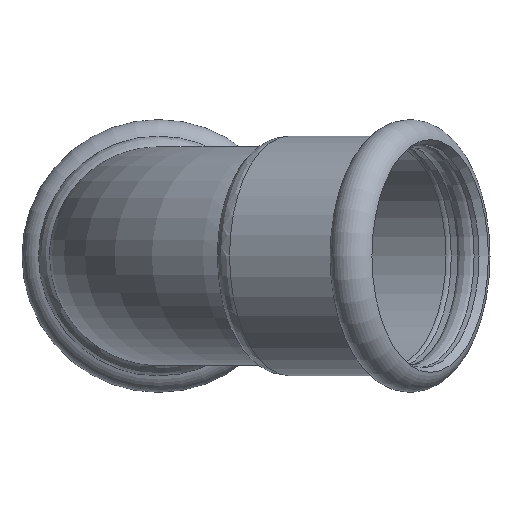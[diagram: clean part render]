
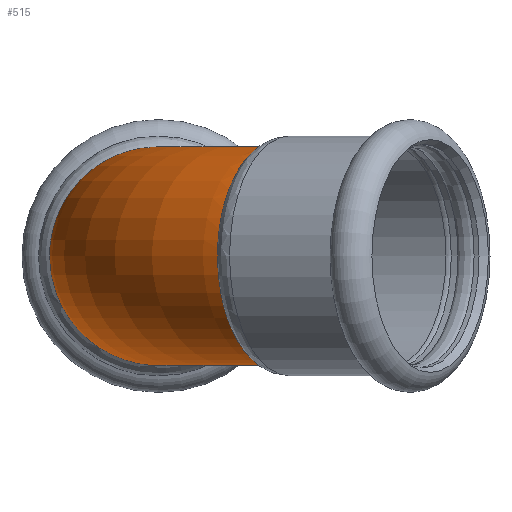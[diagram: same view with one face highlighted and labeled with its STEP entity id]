
A CAD part, left-side view. The second image highlights one B-rep face of the part: STEP entity #515.
In plain terms, the highlighted toroidal (fillet/blend) face has major radius 42 mm and minor radius 17.5 mm.
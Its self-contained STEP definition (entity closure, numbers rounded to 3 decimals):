
#17=B_SPLINE_CURVE_WITH_KNOTS('',3,(#903,#904,#905,#906,#907,#908,#909,
#910,#911,#912,#913,#914),.UNSPECIFIED.,.F.,.F.,(4,2,2,2,2,4),(8.297,
8.901,9.587,10.271,10.657,11.044),
 .UNSPECIFIED.);
#18=B_SPLINE_CURVE_WITH_KNOTS('',3,(#916,#917,#918,#919,#920,#921,#922,
#923,#924,#925,#926,#927,#928,#929,#930,#931,#932,#933,#934,#935),
 .UNSPECIFIED.,.F.,.F.,(4,2,2,2,2,2,2,2,2,4),(0.,0.683,1.366,
2.05,2.736,3.423,4.112,4.8,
5.484,5.523),.UNSPECIFIED.);
#19=B_SPLINE_CURVE_WITH_KNOTS('',3,(#936,#937,#938,#939,#940,#941,#942,
#943,#944,#945,#946,#947),.UNSPECIFIED.,.F.,.F.,(4,2,2,2,2,4),(5.523,
6.163,6.843,7.527,8.214,8.297),
 .UNSPECIFIED.);
#23=B_SPLINE_CURVE_WITH_KNOTS('',3,(#1030,#1031,#1032,#1033,#1034,#1035,
#1036,#1037,#1038,#1039,#1040,#1041),.UNSPECIFIED.,.F.,.F.,(4,2,2,2,2,4),
(5.523,6.163,6.843,7.527,8.214,
8.297),.UNSPECIFIED.);
#24=B_SPLINE_CURVE_WITH_KNOTS('',3,(#1043,#1044,#1045,#1046,#1047,#1048,
#1049,#1050,#1051,#1052,#1053,#1054,#1055,#1056,#1057,#1058,#1059,#1060,
#1061,#1062),.UNSPECIFIED.,.F.,.F.,(4,2,2,2,2,2,2,2,2,4),(0.,0.683,
1.366,2.05,2.736,3.423,4.112,
4.8,5.484,5.523),.UNSPECIFIED.);
#25=B_SPLINE_CURVE_WITH_KNOTS('',3,(#1063,#1064,#1065,#1066,#1067,#1068,
#1069,#1070,#1071,#1072,#1073,#1074),.UNSPECIFIED.,.F.,.F.,(4,2,2,2,2,4),
(8.297,8.901,9.587,10.271,10.657,
11.044),.UNSPECIFIED.);
#73=FACE_OUTER_BOUND('',#95,.T.);
#95=EDGE_LOOP('',(#440,#441,#442,#443,#444,#445,#446,#447));
#159=CIRCLE('',#616,24.5);
#201=VERTEX_POINT('',#900);
#202=VERTEX_POINT('',#902);
#203=VERTEX_POINT('',#915);
#217=VERTEX_POINT('',#1027);
#218=VERTEX_POINT('',#1029);
#219=VERTEX_POINT('',#1042);
#273=EDGE_CURVE('',#201,#202,#17,.T.);
#274=EDGE_CURVE('',#202,#203,#18,.T.);
#275=EDGE_CURVE('',#203,#201,#19,.T.);
#296=EDGE_CURVE('',#218,#217,#23,.T.);
#297=EDGE_CURVE('',#219,#218,#24,.T.);
#298=EDGE_CURVE('',#217,#219,#25,.T.);
#306=EDGE_CURVE('',#218,#203,#159,.T.);
#440=ORIENTED_EDGE('',*,*,#297,.T.);
#441=ORIENTED_EDGE('',*,*,#306,.T.);
#442=ORIENTED_EDGE('',*,*,#274,.F.);
#443=ORIENTED_EDGE('',*,*,#273,.F.);
#444=ORIENTED_EDGE('',*,*,#275,.F.);
#445=ORIENTED_EDGE('',*,*,#306,.F.);
#446=ORIENTED_EDGE('',*,*,#296,.T.);
#447=ORIENTED_EDGE('',*,*,#298,.T.);
#496=TOROIDAL_SURFACE('',#615,42.,17.5);
#515=ADVANCED_FACE('',(#73),#496,.T.);
#615=AXIS2_PLACEMENT_3D('',#1130,#784,#785);
#616=AXIS2_PLACEMENT_3D('',#1131,#786,#787);
#784=DIRECTION('center_axis',(0.,0.,-1.));
#785=DIRECTION('ref_axis',(-1.,0.,0.));
#786=DIRECTION('center_axis',(0.,0.,1.));
#787=DIRECTION('ref_axis',(-1.,0.,0.));
#900=CARTESIAN_POINT('',(-60.768,-18.221,17.5));
#902=CARTESIAN_POINT('',(-75.817,-9.465,0.));
#903=CARTESIAN_POINT('Ctrl Pts',(-60.768,-18.221,17.5));
#904=CARTESIAN_POINT('Ctrl Pts',(-62.504,-17.208,17.486));
#905=CARTESIAN_POINT('Ctrl Pts',(-64.226,-16.204,17.127));
#906=CARTESIAN_POINT('Ctrl Pts',(-67.716,-14.172,15.655));
#907=CARTESIAN_POINT('Ctrl Pts',(-69.422,-13.18,14.461));
#908=CARTESIAN_POINT('Ctrl Pts',(-72.338,-11.485,11.386));
#909=CARTESIAN_POINT('Ctrl Pts',(-73.521,-10.797,9.536));
#910=CARTESIAN_POINT('Ctrl Pts',(-74.841,-10.031,6.31));
#911=CARTESIAN_POINT('Ctrl Pts',(-75.205,-9.82,5.088));
#912=CARTESIAN_POINT('Ctrl Pts',(-75.693,-9.536,2.573));
#913=CARTESIAN_POINT('Ctrl Pts',(-75.817,-9.465,1.289));
#914=CARTESIAN_POINT('Ctrl Pts',(-75.817,-9.465,0.));
#915=CARTESIAN_POINT('',(-45.516,-27.189,0.));
#916=CARTESIAN_POINT('Ctrl Pts',(-75.817,-9.465,0.));
#917=CARTESIAN_POINT('Ctrl Pts',(-75.817,-9.465,-2.276));
#918=CARTESIAN_POINT('Ctrl Pts',(-75.432,-9.688,-4.53));
#919=CARTESIAN_POINT('Ctrl Pts',(-73.937,-10.556,-8.742));
#920=CARTESIAN_POINT('Ctrl Pts',(-72.841,-11.192,-10.659));
#921=CARTESIAN_POINT('Ctrl Pts',(-70.074,-12.801,-13.904));
#922=CARTESIAN_POINT('Ctrl Pts',(-68.428,-13.758,-15.199));
#923=CARTESIAN_POINT('Ctrl Pts',(-64.798,-15.871,-16.99));
#924=CARTESIAN_POINT('Ctrl Pts',(-62.847,-17.007,-17.467));
#925=CARTESIAN_POINT('Ctrl Pts',(-58.894,-19.314,-17.53));
#926=CARTESIAN_POINT('Ctrl Pts',(-56.929,-20.463,-17.114));
#927=CARTESIAN_POINT('Ctrl Pts',(-53.247,-22.622,-15.431));
#928=CARTESIAN_POINT('Ctrl Pts',(-51.565,-23.611,-14.18));
#929=CARTESIAN_POINT('Ctrl Pts',(-48.714,-25.291,-10.999));
#930=CARTESIAN_POINT('Ctrl Pts',(-47.572,-25.967,-9.1));
#931=CARTESIAN_POINT('Ctrl Pts',(-45.991,-26.905,-4.912));
#932=CARTESIAN_POINT('Ctrl Pts',(-45.563,-27.16,-2.666));
#933=CARTESIAN_POINT('Ctrl Pts',(-45.517,-27.188,-0.258));
#934=CARTESIAN_POINT('Ctrl Pts',(-45.516,-27.189,-0.129));
#935=CARTESIAN_POINT('Ctrl Pts',(-45.516,-27.189,0.));
#936=CARTESIAN_POINT('Ctrl Pts',(-45.516,-27.189,0.));
#937=CARTESIAN_POINT('Ctrl Pts',(-45.516,-27.189,2.132));
#938=CARTESIAN_POINT('Ctrl Pts',(-45.853,-26.988,4.246));
#939=CARTESIAN_POINT('Ctrl Pts',(-47.208,-26.183,8.353));
#940=CARTESIAN_POINT('Ctrl Pts',(-48.254,-25.563,10.29));
#941=CARTESIAN_POINT('Ctrl Pts',(-50.934,-23.982,13.607));
#942=CARTESIAN_POINT('Ctrl Pts',(-52.547,-23.033,14.952));
#943=CARTESIAN_POINT('Ctrl Pts',(-56.134,-20.929,16.856));
#944=CARTESIAN_POINT('Ctrl Pts',(-58.075,-19.793,17.394));
#945=CARTESIAN_POINT('Ctrl Pts',(-60.291,-18.499,17.497));
#946=CARTESIAN_POINT('Ctrl Pts',(-60.53,-18.36,17.501));
#947=CARTESIAN_POINT('Ctrl Pts',(-60.768,-18.221,17.5));
#1027=CARTESIAN_POINT('',(-29.209,0.,17.5));
#1029=CARTESIAN_POINT('',(-29.069,-17.693,0.));
#1030=CARTESIAN_POINT('Ctrl Pts',(-29.069,-17.693,0.));
#1031=CARTESIAN_POINT('Ctrl Pts',(-29.069,-17.693,2.132));
#1032=CARTESIAN_POINT('Ctrl Pts',(-29.075,-17.301,4.246));
#1033=CARTESIAN_POINT('Ctrl Pts',(-29.094,-15.725,8.353));
#1034=CARTESIAN_POINT('Ctrl Pts',(-29.107,-14.509,10.29));
#1035=CARTESIAN_POINT('Ctrl Pts',(-29.137,-11.397,13.607));
#1036=CARTESIAN_POINT('Ctrl Pts',(-29.153,-9.526,14.952));
#1037=CARTESIAN_POINT('Ctrl Pts',(-29.181,-5.368,16.856));
#1038=CARTESIAN_POINT('Ctrl Pts',(-29.194,-3.118,17.394));
#1039=CARTESIAN_POINT('Ctrl Pts',(-29.207,-0.553,17.497));
#1040=CARTESIAN_POINT('Ctrl Pts',(-29.208,-0.276,
17.501));
#1041=CARTESIAN_POINT('Ctrl Pts',(-29.209,0.,
17.5));
#1042=CARTESIAN_POINT('',(-29.268,17.41,0.));
#1043=CARTESIAN_POINT('Ctrl Pts',(-29.268,17.41,0.));
#1044=CARTESIAN_POINT('Ctrl Pts',(-29.268,17.41,-2.276));
#1045=CARTESIAN_POINT('Ctrl Pts',(-29.267,16.966,-4.53));
#1046=CARTESIAN_POINT('Ctrl Pts',(-29.263,15.237,-8.742));
#1047=CARTESIAN_POINT('Ctrl Pts',(-29.26,13.97,-10.659));
#1048=CARTESIAN_POINT('Ctrl Pts',(-29.25,10.769,-13.904));
#1049=CARTESIAN_POINT('Ctrl Pts',(-29.245,8.865,-15.199));
#1050=CARTESIAN_POINT('Ctrl Pts',(-29.23,4.665,-16.99));
#1051=CARTESIAN_POINT('Ctrl Pts',(-29.221,2.407,-17.467));
#1052=CARTESIAN_POINT('Ctrl Pts',(-29.199,-2.17,-17.53));
#1053=CARTESIAN_POINT('Ctrl Pts',(-29.187,-4.446,-17.114));
#1054=CARTESIAN_POINT('Ctrl Pts',(-29.159,-8.714,-15.431));
#1055=CARTESIAN_POINT('Ctrl Pts',(-29.143,-10.666,-14.18));
#1056=CARTESIAN_POINT('Ctrl Pts',(-29.113,-13.975,-10.999));
#1057=CARTESIAN_POINT('Ctrl Pts',(-29.098,-15.302,-9.1));
#1058=CARTESIAN_POINT('Ctrl Pts',(-29.077,-17.14,-4.912));
#1059=CARTESIAN_POINT('Ctrl Pts',(-29.07,-17.638,-2.666));
#1060=CARTESIAN_POINT('Ctrl Pts',(-29.069,-17.692,-0.258));
#1061=CARTESIAN_POINT('Ctrl Pts',(-29.069,-17.693,-0.129));
#1062=CARTESIAN_POINT('Ctrl Pts',(-29.069,-17.693,0.));
#1063=CARTESIAN_POINT('Ctrl Pts',(-29.209,0.,
17.5));
#1064=CARTESIAN_POINT('Ctrl Pts',(-29.219,2.009,17.486));
#1065=CARTESIAN_POINT('Ctrl Pts',(-29.227,4.003,17.127));
#1066=CARTESIAN_POINT('Ctrl Pts',(-29.242,8.041,15.655));
#1067=CARTESIAN_POINT('Ctrl Pts',(-29.248,10.014,14.461));
#1068=CARTESIAN_POINT('Ctrl Pts',(-29.258,13.387,11.386));
#1069=CARTESIAN_POINT('Ctrl Pts',(-29.262,14.756,9.536));
#1070=CARTESIAN_POINT('Ctrl Pts',(-29.266,16.282,6.31));
#1071=CARTESIAN_POINT('Ctrl Pts',(-29.267,16.703,5.088));
#1072=CARTESIAN_POINT('Ctrl Pts',(-29.268,17.268,2.573));
#1073=CARTESIAN_POINT('Ctrl Pts',(-29.268,17.41,1.289));
#1074=CARTESIAN_POINT('Ctrl Pts',(-29.268,17.41,0.));
#1130=CARTESIAN_POINT('Origin',(-26.,-42.,0.));
#1131=CARTESIAN_POINT('Origin',(-26.,-42.,0.));
